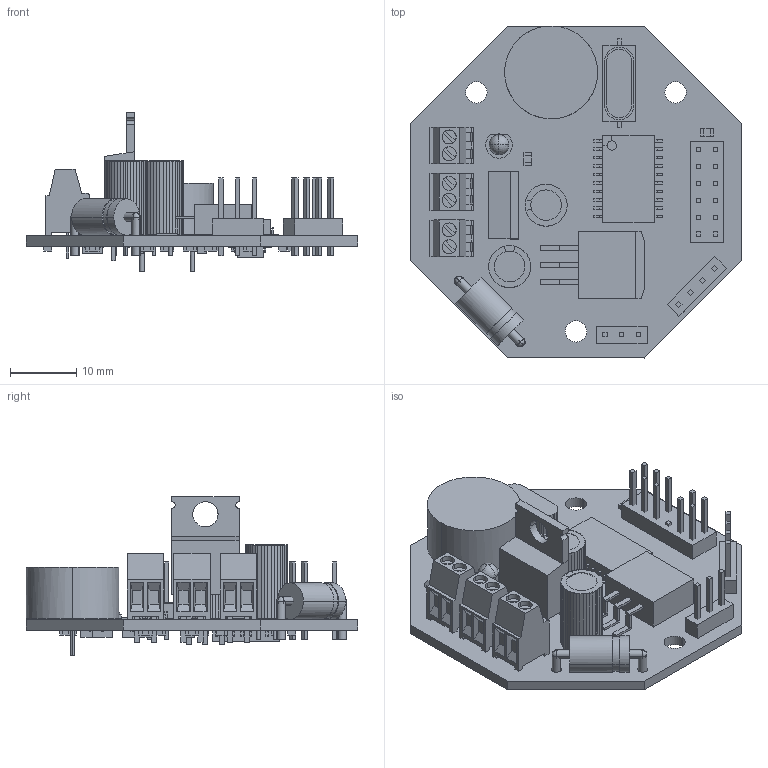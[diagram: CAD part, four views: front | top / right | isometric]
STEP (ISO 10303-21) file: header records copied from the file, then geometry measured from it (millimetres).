
FILE_DESCRIPTION(('CATIA V5 STEP Exchange'),'2;1');
FILE_NAME('srp_pcb.stp','2021-02-20T10:19:58+00:00',('none'),('none'),'CATIA Version 5 Release 21 GA (IN-10)','CATIA V5 STEP AP203','none');
FILE_SCHEMA(('CONFIG_CONTROL_DESIGN'));
Products named in the file (1): PCB
Bounding box: 50 x 50 x 23.94 mm (x, y, z)
Volume: 7873.8 mm3; surface area: 11792.2 mm2
Topology: 247 solids, 266 shells, 2118 faces, 4897 edges, 3286 vertices
Faces by surface type: plane 1965, cylinder 141, sphere 12
Entity records: 61222 total; most frequent: CARTESIAN_POINT 13685, ORIENTED_EDGE 9608, DIRECTION 8876, EDGE_CURVE 4873, VECTOR 4521, LINE 4521, VERTEX_POINT 3286, AXIS2_PLACEMENT_3D 2238
